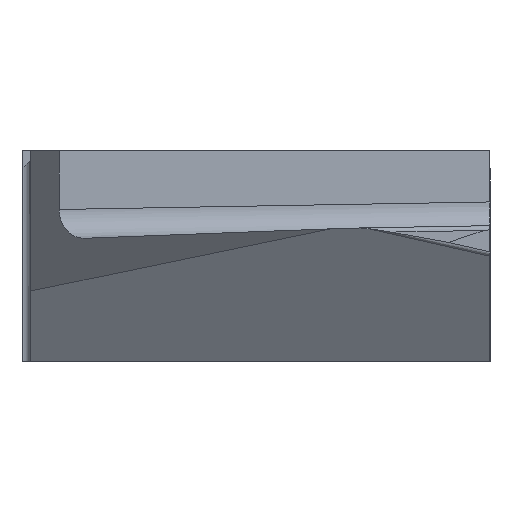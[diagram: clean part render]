
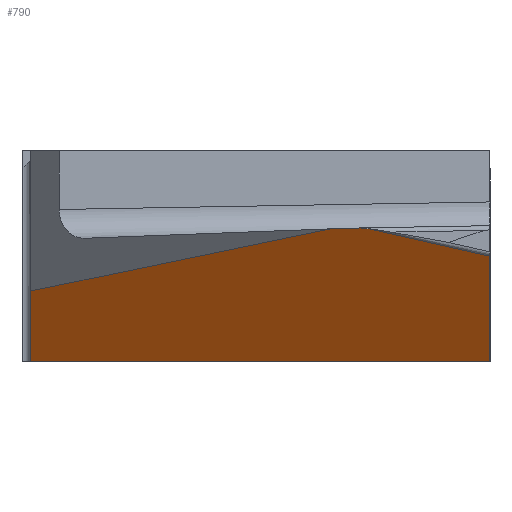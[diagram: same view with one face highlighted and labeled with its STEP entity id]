
A CAD part, left-side view. The second image highlights one B-rep face of the part: STEP entity #790.
In plain terms, the highlighted planar face has unit normal (-0.335, 0.208, -0.919).
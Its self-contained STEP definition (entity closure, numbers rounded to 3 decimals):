
#512=CARTESIAN_POINT('',(0.87,2.41,0.479));
#513=DIRECTION('',(0.575,0.818,-0.024));
#514=VECTOR('',#513,0.618);
#515=LINE('',#512,#514);
#516=CARTESIAN_POINT('',(0.87,2.41,0.479));
#517=VERTEX_POINT('',#516);
#518=CARTESIAN_POINT('',(1.226,2.916,0.464));
#519=VERTEX_POINT('',#518);
#520=EDGE_CURVE('',#517,#519,#515,.T.);
#580=CARTESIAN_POINT('',(0.819,2.273,0.466));
#581=VERTEX_POINT('',#580);
#614=CARTESIAN_POINT('',(0.819,2.273,0.466));
#615=CARTESIAN_POINT('',(0.835,2.337,0.475));
#616=CARTESIAN_POINT('',(0.852,2.385,0.48));
#617=CARTESIAN_POINT('',(0.87,2.41,0.479));
#618=(BOUNDED_CURVE()B_SPLINE_CURVE(3,(#614,#615,#616,#617),.UNSPECIFIED.,.F.,.F.)B_SPLINE_CURVE_WITH_KNOTS((4,4),(0.,1.),.UNSPECIFIED.)CURVE()GEOMETRIC_REPRESENTATION_ITEM()RATIONAL_B_SPLINE_CURVE((1.,0.966,0.966,1.))REPRESENTATION_ITEM(''));
#619=EDGE_CURVE('',#581,#517,#618,.T.);
#713=CARTESIAN_POINT('',(0.814,0.188,-0.003));
#714=DIRECTION('',(0.003,0.976,0.22));
#715=VECTOR('',#714,2.137);
#716=LINE('',#713,#715);
#717=CARTESIAN_POINT('',(0.814,0.188,-0.003));
#718=VERTEX_POINT('',#717);
#719=EDGE_CURVE('',#718,#581,#716,.T.);
#743=CARTESIAN_POINT('',(5.062,3.821,-0.727));
#744=DIRECTION('',(0.335,-0.208,0.919));
#745=DIRECTION('',(-0.308,0.191,0.155));
#746=AXIS2_PLACEMENT_3D('',#743,#744,#745);
#747=PLANE('',#746);
#748=CARTESIAN_POINT('',(5.75,0.188,-1.8));
#749=DIRECTION('',(-0.94,0.,0.342));
#750=VECTOR('',#749,5.254);
#751=LINE('',#748,#750);
#752=CARTESIAN_POINT('',(5.75,0.188,-1.8));
#753=VERTEX_POINT('',#752);
#754=EDGE_CURVE('',#753,#718,#751,.T.);
#755=ORIENTED_EDGE('Edge 1258',*,*,#754,.T.);
#757=CARTESIAN_POINT('',(10.627,8.035,-1.8));
#758=DIRECTION('',(-0.528,-0.849,0.));
#759=VECTOR('',#758,9.24);
#760=LINE('',#757,#759);
#761=CARTESIAN_POINT('',(10.627,8.035,-1.8));
#762=VERTEX_POINT('',#761);
#763=EDGE_CURVE('',#762,#753,#760,.T.);
#764=ORIENTED_EDGE('Edge 1263',*,*,#763,.T.);
#766=CARTESIAN_POINT('',(10.627,8.035,-1.8));
#767=DIRECTION('',(-0.94,0.,0.342));
#768=VECTOR('',#767,3.513);
#769=LINE('',#766,#768);
#770=CARTESIAN_POINT('',(7.326,8.035,-0.598));
#771=VERTEX_POINT('',#770);
#772=EDGE_CURVE('',#762,#771,#769,.T.);
#773=ORIENTED_EDGE('Edge 389',*,*,#772,.F.);
#775=CARTESIAN_POINT('',(7.326,8.035,-0.598));
#776=DIRECTION('',(-0.759,-0.637,0.132));
#777=VECTOR('',#776,8.034);
#778=LINE('',#775,#777);
#779=EDGE_CURVE('',#771,#519,#778,.T.);
#780=ORIENTED_EDGE('Edge 344',*,*,#779,.F.);
#782=ORIENTED_EDGE('Edge 1328',*,*,#520,.T.);
#784=ORIENTED_EDGE('Edge 1495',*,*,#619,.T.);
#786=ORIENTED_EDGE('Edge 1446',*,*,#719,.T.);
#788=EDGE_LOOP('',(#786,#784,#782,#780,#773,#764,#755));
#789=FACE_OUTER_BOUND('Loop 1289',#788,.T.);
#790=ADVANCED_FACE('Face 1290',(#789),#747,.F.);
